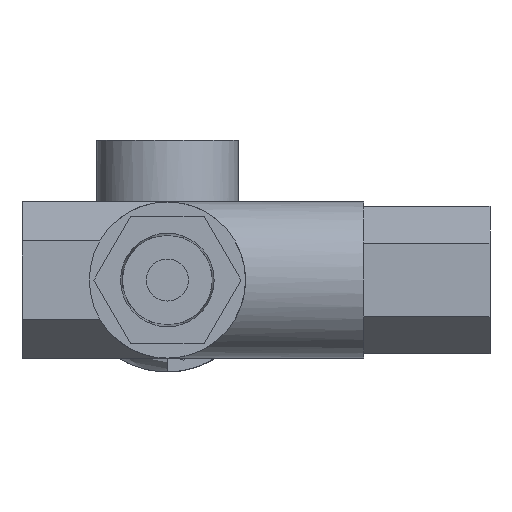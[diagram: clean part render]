
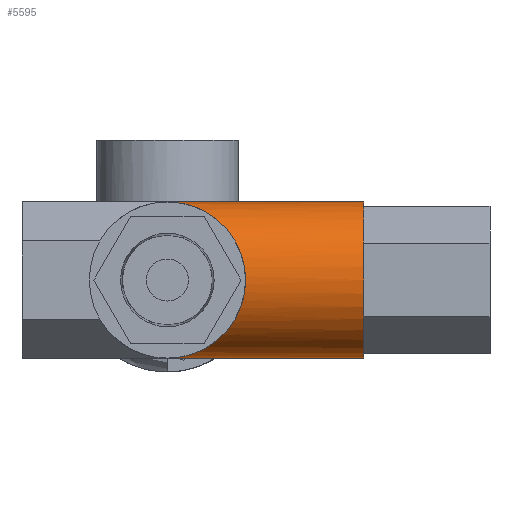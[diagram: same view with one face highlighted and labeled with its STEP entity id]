
A CAD part, front view. The second image highlights one B-rep face of the part: STEP entity #5595.
In plain terms, the highlighted cylindrical face has radius 16.51 mm (diameter 33.02 mm), a partial arc.
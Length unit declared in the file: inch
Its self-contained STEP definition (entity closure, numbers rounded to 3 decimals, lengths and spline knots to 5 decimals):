
#211 = DIRECTION ( 'NONE',  ( 0., 0., -1. ) ) ;
#212 = DIRECTION ( 'NONE',  ( 1., 0., 0. ) ) ;
#213 = CARTESIAN_POINT ( 'NONE',  ( 1.635, 0., 0. ) ) ;
#214 = AXIS2_PLACEMENT_3D ( 'NONE', #213, #212, #211 ) ;
#215 = CIRCLE ( 'NONE', #214, 0.65 ) ;
#725 = CARTESIAN_POINT ( 'NONE',  ( 1.635, 0., -0.65 ) ) ;
#768 = CARTESIAN_POINT ( 'NONE',  ( 0., 0., -0.65 ) ) ;
#769 = DIRECTION ( 'NONE',  ( -1., 0., 0. ) ) ;
#770 = VECTOR ( 'NONE', #769, 39.37008 ) ;
#784 = DIRECTION ( 'NONE',  ( -1., 0., 0. ) ) ;
#785 = VECTOR ( 'NONE', #784, 39.37008 ) ;
#786 = CARTESIAN_POINT ( 'NONE',  ( 1.635, 0., 0.65 ) ) ;
#787 = CARTESIAN_POINT ( 'NONE',  ( 1.635, 0., -0.65 ) ) ;
#788 = LINE ( 'NONE', #787, #770 ) ;
#789 = CARTESIAN_POINT ( 'NONE',  ( 1.635, 0., 0.65 ) ) ;
#801 = LINE ( 'NONE', #786, #785 ) ;
#840 = CARTESIAN_POINT ( 'NONE',  ( 0., 0., 0.65 ) ) ;
#841 =( BOUNDED_CURVE ( )  B_SPLINE_CURVE ( 3, ( #859, #858, #857, #856 ),
 .UNSPECIFIED., .F., .F. ) 
 B_SPLINE_CURVE_WITH_KNOTS ( ( 4, 4 ),
 ( 4.71239, 7.85398 ),
 .UNSPECIFIED. ) 
 CURVE ( )  GEOMETRIC_REPRESENTATION_ITEM ( )  RATIONAL_B_SPLINE_CURVE ( ( 1., 0.333, 0.333, 1. ) ) 
 REPRESENTATION_ITEM ( '' )  );
#856 = CARTESIAN_POINT ( 'NONE',  ( 0., 0., -0.65 ) ) ;
#857 = CARTESIAN_POINT ( 'NONE',  ( 1.3, -1.3, -0.65 ) ) ;
#858 = CARTESIAN_POINT ( 'NONE',  ( 1.3, -1.3, 0.65 ) ) ;
#859 = CARTESIAN_POINT ( 'NONE',  ( 0., 0., 0.65 ) ) ;
#5541 = ORIENTED_EDGE ( 'NONE', *, *, #5841, .T. ) ;
#5542 = ORIENTED_EDGE ( 'NONE', *, *, #5885, .T. ) ;
#5595 = ADVANCED_FACE ( 'NONE', ( #6510 ), #6514, .T. ) ;
#5641 = ORIENTED_EDGE ( 'NONE', *, *, #5731, .F. ) ;
#5702 = ORIENTED_EDGE ( 'NONE', *, *, #5856, .F. ) ;
#5707 = EDGE_LOOP ( 'NONE', ( #5702, #5641, #5541, #5542 ) ) ;
#5731 = EDGE_CURVE ( 'NONE', #5854, #5880, #215, .T. ) ;
#5841 = EDGE_CURVE ( 'NONE', #5854, #5884, #801, .T. ) ;
#5854 = VERTEX_POINT ( 'NONE', #789 ) ;
#5856 = EDGE_CURVE ( 'NONE', #5880, #5857, #788, .T. ) ;
#5857 = VERTEX_POINT ( 'NONE', #768 ) ;
#5880 = VERTEX_POINT ( 'NONE', #725 ) ;
#5884 = VERTEX_POINT ( 'NONE', #840 ) ;
#5885 = EDGE_CURVE ( 'NONE', #5884, #5857, #841, .T. ) ;
#6481 = DIRECTION ( 'NONE',  ( 0., 0., 1. ) ) ;
#6510 = FACE_OUTER_BOUND ( 'NONE', #5707, .T. ) ;
#6511 = DIRECTION ( 'NONE',  ( -1., 0., 0. ) ) ;
#6512 = CARTESIAN_POINT ( 'NONE',  ( 1.635, 0., 0. ) ) ;
#6513 = AXIS2_PLACEMENT_3D ( 'NONE', #6512, #6511, #6481 ) ;
#6514 = CYLINDRICAL_SURFACE ( 'NONE', #6513, 0.65 ) ;
